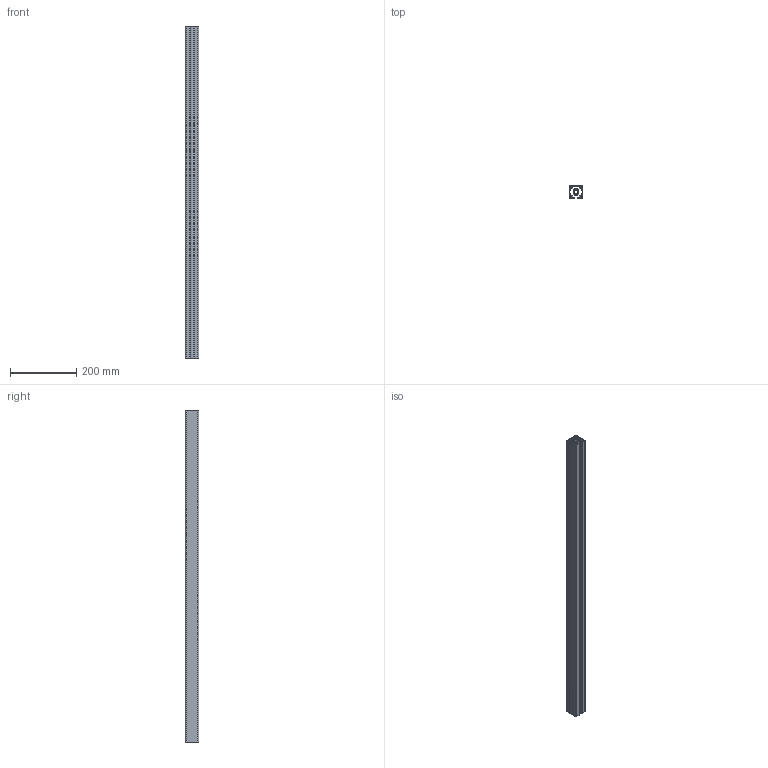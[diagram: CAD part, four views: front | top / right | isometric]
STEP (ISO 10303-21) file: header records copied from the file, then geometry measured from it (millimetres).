
FILE_DESCRIPTION (( 'STEP AP203' ), '1' );
FILE_NAME ('1.11.40.040040.01.STEP', '2014-06-24T00:24:58', ( 'USER' ), ( 'Microsoft' ), 'SwSTEP 2.0', 'SolidWorks 2012', '' );
FILE_SCHEMA (( 'CONFIG_CONTROL_DESIGN' ));
Length unit declared in the file: millimetre
Products named in the file (1): 1.11.40.040040.01
Bounding box: 40 x 40 x 1000 mm (x, y, z)
Volume: 619212.9 mm3; surface area: 496536.7 mm2
Topology: 1 solids, 1 shells, 134 faces, 396 edges, 264 vertices
Faces by surface type: plane 72, cylinder 62
Entity records: 4597 total; most frequent: CARTESIAN_POINT 795, ORIENTED_EDGE 792, DIRECTION 790, EDGE_CURVE 396, VECTOR 272, LINE 272, VERTEX_POINT 264, AXIS2_PLACEMENT_3D 259
